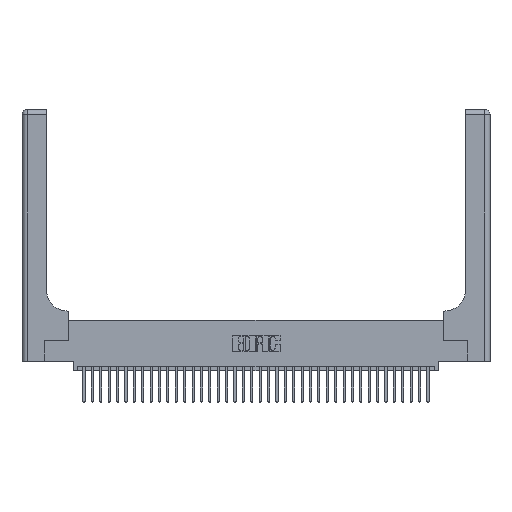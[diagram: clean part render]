
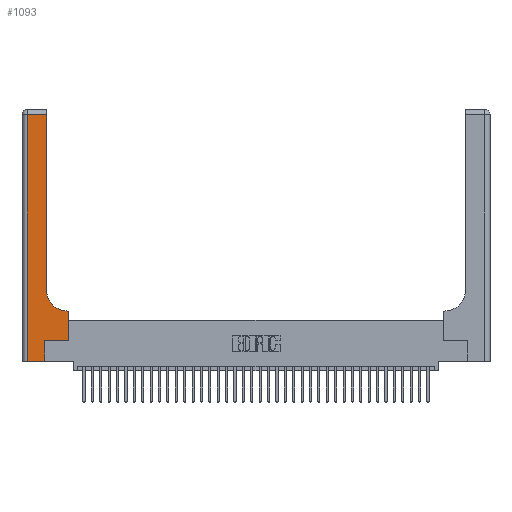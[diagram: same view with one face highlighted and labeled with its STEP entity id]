
A CAD part, top view. The second image highlights one B-rep face of the part: STEP entity #1093.
In plain terms, the highlighted planar face has unit normal (0, 0, 1).
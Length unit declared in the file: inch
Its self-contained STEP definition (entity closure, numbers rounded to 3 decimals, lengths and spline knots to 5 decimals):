
#1093 = ADVANCED_FACE ( 'NONE', ( #15148 ), #1957, .F. ) ;
#1177 = CARTESIAN_POINT ( 'NONE',  ( 0.269, 0., 0.37 ) ) ;
#1331 = LINE ( 'NONE', #1177, #8749 ) ;
#1706 = CARTESIAN_POINT ( 'NONE',  ( 0., 3., 0.37 ) ) ;
#1957 = PLANE ( 'NONE',  #15251 ) ;
#2759 = VECTOR ( 'NONE', #17003, 39.37008 ) ;
#3555 = VECTOR ( 'NONE', #14616, 39.37008 ) ;
#3887 = LINE ( 'NONE', #24911, #13097 ) ;
#4040 = EDGE_CURVE ( 'NONE', #33006, #24535, #20401, .T. ) ;
#5421 = DIRECTION ( 'NONE',  ( 0., 1., 0. ) ) ;
#5911 = EDGE_CURVE ( 'NONE', #36200, #31968, #1331, .T. ) ;
#7311 = VERTEX_POINT ( 'NONE', #14039 ) ;
#7602 = CARTESIAN_POINT ( 'NONE',  ( 0.2915, 2.94, 0.37 ) ) ;
#7813 = DIRECTION ( 'NONE',  ( 0., 0., -1. ) ) ;
#7930 = DIRECTION ( 'NONE',  ( -1., 0., 0. ) ) ;
#8520 = CARTESIAN_POINT ( 'NONE',  ( 0.269, 0., 0.37 ) ) ;
#8593 = CARTESIAN_POINT ( 'NONE',  ( 0.5585, 0.6, 0.37 ) ) ;
#8749 = VECTOR ( 'NONE', #16942, 39.37008 ) ;
#9556 = CARTESIAN_POINT ( 'NONE',  ( 0.5415, 0.85, 0.37 ) ) ;
#9727 = EDGE_CURVE ( 'NONE', #22630, #36200, #30319, .T. ) ;
#10343 = CARTESIAN_POINT ( 'NONE',  ( 0.06, 3., 0.37 ) ) ;
#10452 = DIRECTION ( 'NONE',  ( -1., 0., 0. ) ) ;
#10938 = CARTESIAN_POINT ( 'NONE',  ( 0.06, 0., 0.37 ) ) ;
#12315 = VECTOR ( 'NONE', #37760, 39.37008 ) ;
#12562 = ORIENTED_EDGE ( 'NONE', *, *, #38155, .T. ) ;
#13097 = VECTOR ( 'NONE', #10452, 39.37008 ) ;
#13385 = LINE ( 'NONE', #23477, #2759 ) ;
#14039 = CARTESIAN_POINT ( 'NONE',  ( 0.5415, 0.6, 0.37 ) ) ;
#14437 = ORIENTED_EDGE ( 'NONE', *, *, #9727, .T. ) ;
#14616 = DIRECTION ( 'NONE',  ( 1., 0., 0. ) ) ;
#15148 = FACE_OUTER_BOUND ( 'NONE', #15681, .T. ) ;
#15251 = AXIS2_PLACEMENT_3D ( 'NONE', #1706, #7813, #7930 ) ;
#15681 = EDGE_LOOP ( 'NONE', ( #29026, #26695, #12562, #14437, #15812, #27096, #27454, #22574, #28573 ) ) ;
#15812 = ORIENTED_EDGE ( 'NONE', *, *, #5911, .T. ) ;
#16558 = CARTESIAN_POINT ( 'NONE',  ( 0.269, 0.25, 0.37 ) ) ;
#16942 = DIRECTION ( 'NONE',  ( 0., 1., 0. ) ) ;
#17003 = DIRECTION ( 'NONE',  ( -1., 0., 0. ) ) ;
#17143 = DIRECTION ( 'NONE',  ( 0., 1., 0. ) ) ;
#17449 = EDGE_CURVE ( 'NONE', #7311, #21910, #20897, .T. ) ;
#17508 = LINE ( 'NONE', #10343, #31876 ) ;
#18341 = DIRECTION ( 'NONE',  ( 0., 0., -1. ) ) ;
#19377 = DIRECTION ( 'NONE',  ( 0., -1., 0. ) ) ;
#19646 = CARTESIAN_POINT ( 'NONE',  ( 0.269, 0.25, 0.37 ) ) ;
#20401 = LINE ( 'NONE', #26190, #21310 ) ;
#20897 = CIRCLE ( 'NONE', #35991, 0.25 ) ;
#21310 = VECTOR ( 'NONE', #5421, 39.37008 ) ;
#21453 = EDGE_CURVE ( 'NONE', #31968, #33006, #22948, .T. ) ;
#21727 = CARTESIAN_POINT ( 'NONE',  ( 0.2915, 3., 0.37 ) ) ;
#21910 = VERTEX_POINT ( 'NONE', #34440 ) ;
#22346 = LINE ( 'NONE', #21727, #24221 ) ;
#22574 = ORIENTED_EDGE ( 'NONE', *, *, #35914, .T. ) ;
#22630 = VERTEX_POINT ( 'NONE', #10938 ) ;
#22948 = LINE ( 'NONE', #19646, #12315 ) ;
#23477 = CARTESIAN_POINT ( 'NONE',  ( 0., 2.94, 0.37 ) ) ;
#24221 = VECTOR ( 'NONE', #17143, 39.37008 ) ;
#24366 = VERTEX_POINT ( 'NONE', #7602 ) ;
#24535 = VERTEX_POINT ( 'NONE', #8593 ) ;
#24765 = CARTESIAN_POINT ( 'NONE',  ( 0.5585, 0.25, 0.37 ) ) ;
#24911 = CARTESIAN_POINT ( 'NONE',  ( 0.2915, 0.6, 0.37 ) ) ;
#25369 = CARTESIAN_POINT ( 'NONE',  ( 0.06, 2.94, 0.37 ) ) ;
#26190 = CARTESIAN_POINT ( 'NONE',  ( 0.5585, 0.25, 0.37 ) ) ;
#26539 = EDGE_CURVE ( 'NONE', #21910, #24366, #22346, .T. ) ;
#26695 = ORIENTED_EDGE ( 'NONE', *, *, #31263, .T. ) ;
#27096 = ORIENTED_EDGE ( 'NONE', *, *, #21453, .T. ) ;
#27454 = ORIENTED_EDGE ( 'NONE', *, *, #4040, .T. ) ;
#28573 = ORIENTED_EDGE ( 'NONE', *, *, #17449, .T. ) ;
#29026 = ORIENTED_EDGE ( 'NONE', *, *, #26539, .T. ) ;
#29722 = CARTESIAN_POINT ( 'NONE',  ( 0., 0., 0.37 ) ) ;
#30231 = DIRECTION ( 'NONE',  ( 1., 0., 0. ) ) ;
#30319 = LINE ( 'NONE', #29722, #3555 ) ;
#31263 = EDGE_CURVE ( 'NONE', #24366, #32018, #13385, .T. ) ;
#31876 = VECTOR ( 'NONE', #19377, 39.37008 ) ;
#31968 = VERTEX_POINT ( 'NONE', #16558 ) ;
#32018 = VERTEX_POINT ( 'NONE', #25369 ) ;
#33006 = VERTEX_POINT ( 'NONE', #24765 ) ;
#34440 = CARTESIAN_POINT ( 'NONE',  ( 0.2915, 0.85, 0.37 ) ) ;
#35914 = EDGE_CURVE ( 'NONE', #24535, #7311, #3887, .T. ) ;
#35991 = AXIS2_PLACEMENT_3D ( 'NONE', #9556, #18341, #30231 ) ;
#36200 = VERTEX_POINT ( 'NONE', #8520 ) ;
#37760 = DIRECTION ( 'NONE',  ( 1., 0., 0. ) ) ;
#38155 = EDGE_CURVE ( 'NONE', #32018, #22630, #17508, .T. ) ;
